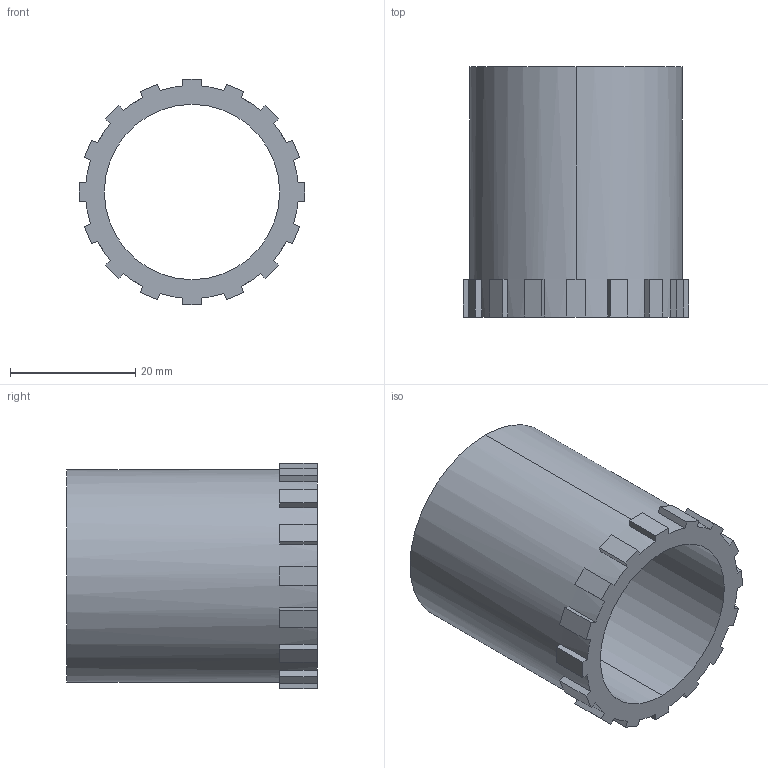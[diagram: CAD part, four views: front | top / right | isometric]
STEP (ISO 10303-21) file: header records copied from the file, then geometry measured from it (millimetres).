
FILE_DESCRIPTION (( 'STEP AP203' ), '1' );
FILE_NAME ('motor2_默认_sldprt.STEP', '2021-09-11T04:25:05', ( '' ), ( '' ), 'SwSTEP 2.0', 'SolidWorks 2020', '' );
FILE_SCHEMA (( 'CONFIG_CONTROL_DESIGN' ));
Length unit declared in the file: millimetre
Products named in the file (1): motor2_默认_sldprt
Bounding box: 36 x 40 x 36 mm (x, y, z)
Volume: 11981.1 mm3; surface area: 8678 mm2
Topology: 1 solids, 1 shells, 70 faces, 204 edges, 136 vertices
Faces by surface type: plane 66, cylinder 4
Entity records: 2389 total; most frequent: CARTESIAN_POINT 411, ORIENTED_EDGE 408, DIRECTION 386, EDGE_CURVE 204, VECTOR 164, LINE 164, VERTEX_POINT 136, AXIS2_PLACEMENT_3D 111
